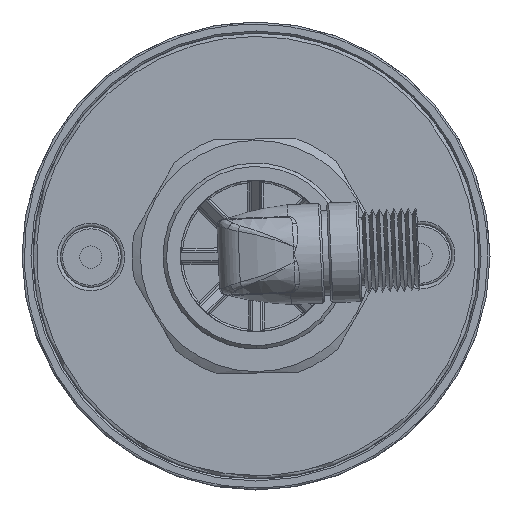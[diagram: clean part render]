
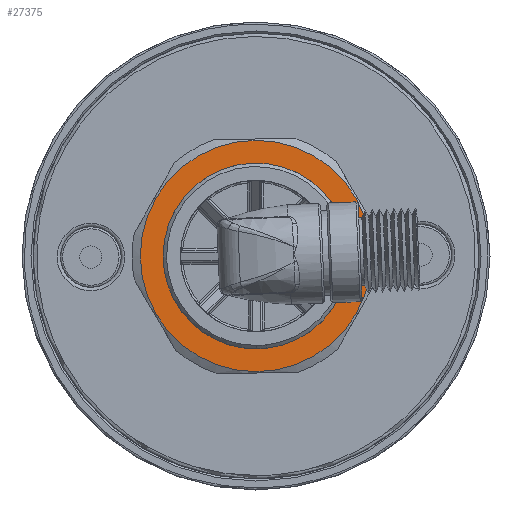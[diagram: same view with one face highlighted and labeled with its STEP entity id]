
A CAD part, front view. The second image highlights one B-rep face of the part: STEP entity #27375.
In plain terms, the highlighted planar face has unit normal (0, -1, 0).
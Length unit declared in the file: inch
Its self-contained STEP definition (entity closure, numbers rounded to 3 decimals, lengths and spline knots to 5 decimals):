
#3204 = CIRCLE ( 'NONE', #56472, 0.66142 ) ;
#4166 = ORIENTED_EDGE ( 'NONE', *, *, #47005, .F. ) ;
#4973 = VERTEX_POINT ( 'NONE', #20563 ) ;
#5993 = PLANE ( 'NONE',  #36720 ) ;
#12515 = CARTESIAN_POINT ( 'NONE',  ( -0.97111, 1.18969, 0.55939 ) ) ;
#13105 = EDGE_LOOP ( 'NONE', ( #28072 ) ) ;
#20563 = CARTESIAN_POINT ( 'NONE',  ( -1.63253, 1.18969, 0.55946 ) ) ;
#22177 = FACE_BOUND ( 'NONE', #13105, .T. ) ;
#23311 = EDGE_LOOP ( 'NONE', ( #4166 ) ) ;
#25051 = DIRECTION ( 'NONE',  ( -1., 0., 0. ) ) ;
#27375 = ADVANCED_FACE ( 'NONE', ( #22177, #61986 ), #5993, .F. ) ;
#28072 = ORIENTED_EDGE ( 'NONE', *, *, #47357, .F. ) ;
#29210 = AXIS2_PLACEMENT_3D ( 'NONE', #32984, #55636, #37833 ) ;
#32984 = CARTESIAN_POINT ( 'NONE',  ( -0.97111, 1.18969, 0.55939 ) ) ;
#32986 = DIRECTION ( 'NONE',  ( 0., 1., 0. ) ) ;
#34747 = DIRECTION ( 'NONE',  ( 0., 1., 0. ) ) ;
#36720 = AXIS2_PLACEMENT_3D ( 'NONE', #51187, #32986, #67906 ) ;
#37833 = DIRECTION ( 'NONE',  ( -1., 0., 0. ) ) ;
#47005 = EDGE_CURVE ( 'NONE', #4973, #4973, #3204, .T. ) ;
#47357 = EDGE_CURVE ( 'NONE', #67283, #67283, #67240, .T. ) ;
#51187 = CARTESIAN_POINT ( 'NONE',  ( -0.97111, 1.18969, 0.55939 ) ) ;
#55636 = DIRECTION ( 'NONE',  ( 0., -1., 0. ) ) ;
#56472 = AXIS2_PLACEMENT_3D ( 'NONE', #12515, #34747, #25051 ) ;
#61986 = FACE_OUTER_BOUND ( 'NONE', #23311, .T. ) ;
#67240 = CIRCLE ( 'NONE', #29210, 0.49953 ) ;
#67283 = VERTEX_POINT ( 'NONE', #73206 ) ;
#67906 = DIRECTION ( 'NONE',  ( -1., 0., 0. ) ) ;
#73206 = CARTESIAN_POINT ( 'NONE',  ( -1.47064, 1.18969, 0.55945 ) ) ;
